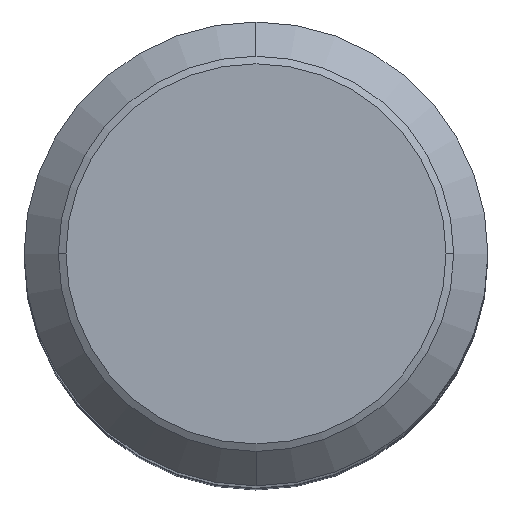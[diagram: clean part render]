
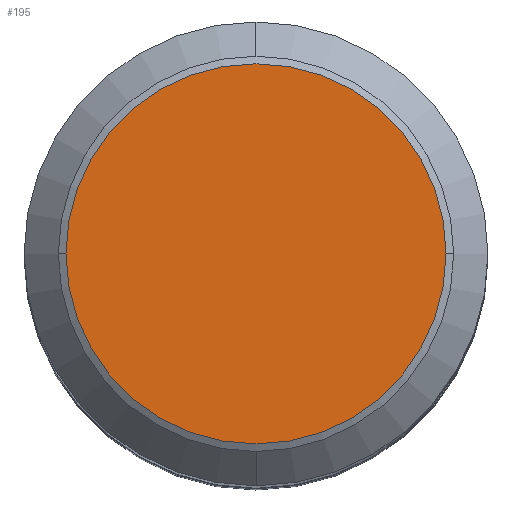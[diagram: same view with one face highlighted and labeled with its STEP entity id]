
A CAD part, top view. The second image highlights one B-rep face of the part: STEP entity #195.
In plain terms, the highlighted planar face has unit normal (0, 0, 1).
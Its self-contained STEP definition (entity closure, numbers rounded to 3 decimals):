
#181=EDGE_CURVE('',#261,#227,#380,.T.);
#195=ADVANCED_FACE('',(#394),#395,.T.);
#227=VERTEX_POINT('',#432);
#261=VERTEX_POINT('',#470);
#281=EDGE_CURVE('',#227,#261,#491,.T.);
#380=CIRCLE('',#607,2.459);
#394=FACE_OUTER_BOUND('',#629,.T.);
#395=PLANE('',#630);
#432=CARTESIAN_POINT('',(2.459,0.,23.5));
#470=CARTESIAN_POINT('',(-2.459,0.,23.5));
#491=CIRCLE('',#750,2.459);
#607=AXIS2_PLACEMENT_3D('',#855,#856,#857);
#629=EDGE_LOOP('',(#868,#869));
#630=AXIS2_PLACEMENT_3D('',#870,#871,#872);
#750=AXIS2_PLACEMENT_3D('',#1006,#1007,#1008);
#855=CARTESIAN_POINT('',(0.,0.0,23.5));
#856=DIRECTION('',(0.0,0.0,1.0));
#857=DIRECTION('',(-1.0,0.,0.0));
#868=ORIENTED_EDGE('',*,*,#181,.T.);
#869=ORIENTED_EDGE('',*,*,#281,.T.);
#870=CARTESIAN_POINT('',(0.,-1.25,23.5));
#871=DIRECTION('',(0.0,0.0,1.0));
#872=DIRECTION('',(0.,-1.0,0.0));
#1006=CARTESIAN_POINT('',(0.,0.0,23.5));
#1007=DIRECTION('',(0.0,0.0,1.0));
#1008=DIRECTION('',(-1.0,0.,0.0));
